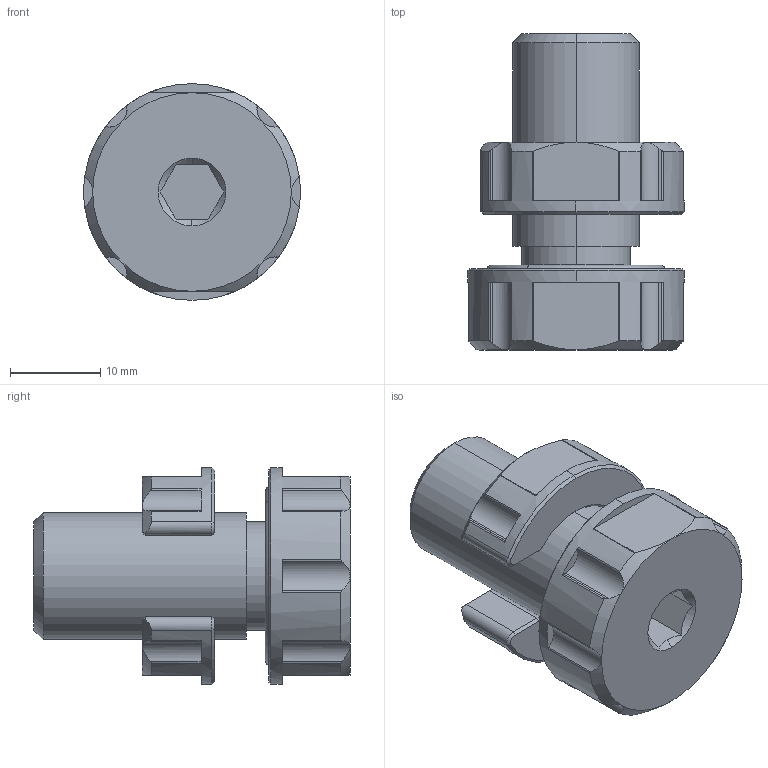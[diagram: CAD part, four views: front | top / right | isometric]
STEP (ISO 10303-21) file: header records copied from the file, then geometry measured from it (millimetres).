
FILE_DESCRIPTION (( 'STEP AP203' ), '1' );
FILE_NAME ('13020201-0014.STEP', '2023-10-04T06:27:10', ( '' ), ( '' ), 'SwSTEP 2.0', 'SolidWorks 2022', '' );
FILE_SCHEMA (( 'CONFIG_CONTROL_DESIGN' ));
Length unit declared in the file: millimetre
Products named in the file (1): 13020201-0014
Bounding box: 24 x 35 x 24 mm (x, y, z)
Volume: 8267.9 mm3; surface area: 4732.8 mm2
Topology: 2 solids, 2 shells, 148 faces, 378 edges, 239 vertices
Faces by surface type: cylinder 67, plane 40, cone 39, torus 2
Entity records: 4943 total; most frequent: CARTESIAN_POINT 1304, ORIENTED_EDGE 756, DIRECTION 756, EDGE_CURVE 378, AXIS2_PLACEMENT_3D 309, VERTEX_POINT 239, CIRCLE 160, EDGE_LOOP 153
